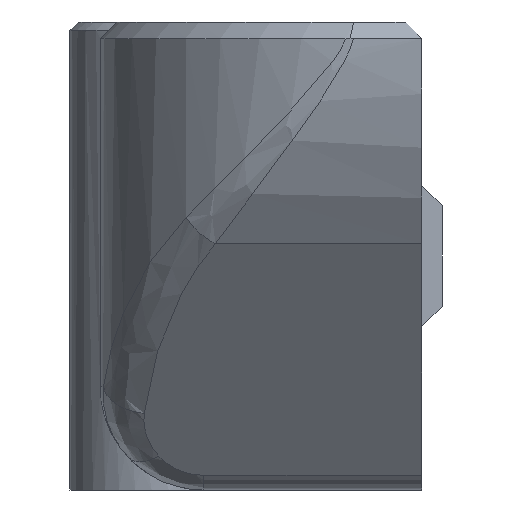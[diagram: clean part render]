
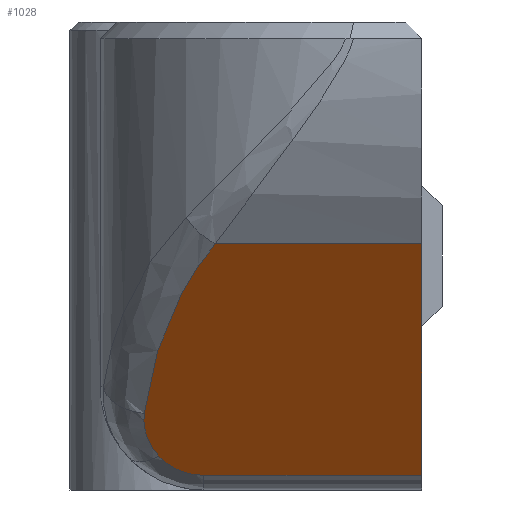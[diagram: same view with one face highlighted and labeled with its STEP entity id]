
A CAD part, front view. The second image highlights one B-rep face of the part: STEP entity #1028.
In plain terms, the highlighted planar face has unit normal (0, -0.766, -0.643).
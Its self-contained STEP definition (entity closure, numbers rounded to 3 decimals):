
#18=ELLIPSE('',#1119,18.992,12.208);
#20=ELLIPSE('',#1125,3.916,3.);
#30=B_SPLINE_CURVE_WITH_KNOTS('',3,(#1689,#1690,#1691,#1692),
 .UNSPECIFIED.,.F.,.F.,(4,4),(0.,0.285),.UNSPECIFIED.);
#51=PLANE('',#1130);
#118=FACE_OUTER_BOUND('',#184,.T.);
#184=EDGE_LOOP('',(#789,#790,#791,#792,#793,#794));
#297=LINE('',#1698,#388);
#299=LINE('',#1726,#390);
#301=LINE('',#1733,#392);
#388=VECTOR('',#1290,10.);
#390=VECTOR('',#1300,10.);
#392=VECTOR('',#1308,10.);
#490=VERTEX_POINT('',#1623);
#493=VERTEX_POINT('',#1658);
#495=VERTEX_POINT('',#1687);
#497=VERTEX_POINT('',#1695);
#498=VERTEX_POINT('',#1697);
#500=VERTEX_POINT('',#1725);
#598=EDGE_CURVE('',#493,#490,#18,.T.);
#602=EDGE_CURVE('',#495,#493,#30,.T.);
#604=EDGE_CURVE('',#497,#498,#297,.T.);
#607=EDGE_CURVE('',#498,#495,#20,.T.);
#609=EDGE_CURVE('',#490,#500,#299,.T.);
#613=EDGE_CURVE('',#500,#497,#301,.T.);
#789=ORIENTED_EDGE('',*,*,#598,.F.);
#790=ORIENTED_EDGE('',*,*,#602,.F.);
#791=ORIENTED_EDGE('',*,*,#607,.F.);
#792=ORIENTED_EDGE('',*,*,#604,.F.);
#793=ORIENTED_EDGE('',*,*,#613,.F.);
#794=ORIENTED_EDGE('',*,*,#609,.F.);
#1028=ADVANCED_FACE('',(#118),#51,.T.);
#1119=AXIS2_PLACEMENT_3D('',#1660,#1280,#1281);
#1125=AXIS2_PLACEMENT_3D('',#1722,#1294,#1295);
#1130=AXIS2_PLACEMENT_3D('',#1732,#1306,#1307);
#1280=DIRECTION('center_axis',(0.,0.766,0.643));
#1281=DIRECTION('ref_axis',(0.,-0.643,0.766));
#1290=DIRECTION('',(-1.,0.,0.));
#1294=DIRECTION('center_axis',(0.,0.766,0.643));
#1295=DIRECTION('ref_axis',(0.,0.643,-0.766));
#1300=DIRECTION('',(1.,0.,0.));
#1306=DIRECTION('center_axis',(0.,-0.766,-0.643));
#1307=DIRECTION('ref_axis',(0.,-0.643,0.766));
#1308=DIRECTION('',(0.,0.643,-0.766));
#1623=CARTESIAN_POINT('',(-8.983,-10.096,11.928));
#1658=CARTESIAN_POINT('',(-12.43,-3.204,3.714));
#1660=CARTESIAN_POINT('Origin',(-0.346,-1.468,1.646));
#1687=CARTESIAN_POINT('',(-11.727,-1.468,1.646));
#1689=CARTESIAN_POINT('Ctrl Pts',(-11.727,-1.468,1.646));
#1690=CARTESIAN_POINT('Ctrl Pts',(-12.287,-1.962,2.234));
#1691=CARTESIAN_POINT('Ctrl Pts',(-12.517,-2.596,2.989));
#1692=CARTESIAN_POINT('Ctrl Pts',(-12.43,-3.204,3.714));
#1695=CARTESIAN_POINT('',(1.,-0.687,0.714));
#1697=CARTESIAN_POINT('',(-9.554,-0.687,0.714));
#1698=CARTESIAN_POINT('',(1.454,-0.687,0.714));
#1722=CARTESIAN_POINT('Origin',(-9.554,-3.204,3.714));
#1725=CARTESIAN_POINT('',(1.,-10.096,11.928));
#1726=CARTESIAN_POINT('',(-8.76,-10.096,11.928));
#1732=CARTESIAN_POINT('Origin',(1.291,0.999,-1.294));
#1733=CARTESIAN_POINT('',(1.,-10.096,11.928));
